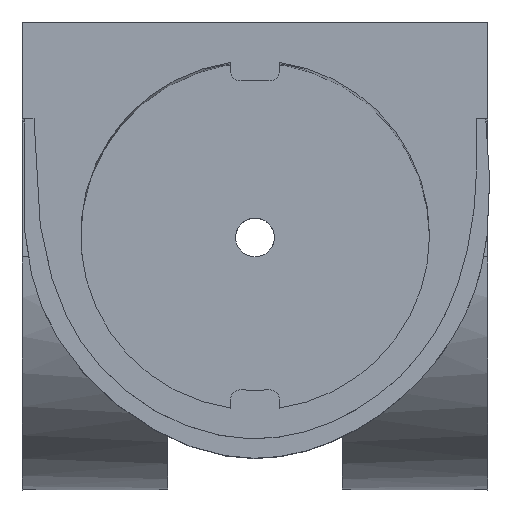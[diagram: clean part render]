
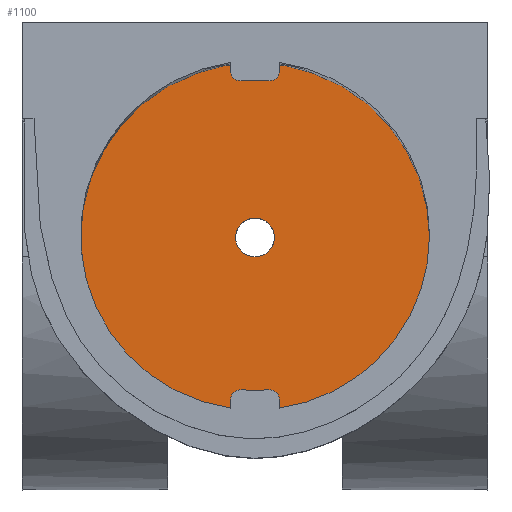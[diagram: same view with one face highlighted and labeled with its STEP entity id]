
A CAD part, top view. The second image highlights one B-rep face of the part: STEP entity #1100.
In plain terms, the highlighted planar face has unit normal (0, 0, 1).
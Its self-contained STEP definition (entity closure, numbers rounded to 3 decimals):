
#28=FACE_BOUND('',#176,.T.);
#59=PLANE('',#1208);
#107=FACE_OUTER_BOUND('',#175,.T.);
#175=EDGE_LOOP('',(#966));
#176=EDGE_LOOP('',(#967));
#409=CIRCLE('',#1132,1.);
#424=CIRCLE('',#1162,9.);
#453=VERTEX_POINT('',#1536);
#492=VERTEX_POINT('',#1673);
#560=EDGE_CURVE('',#453,#453,#409,.T.);
#611=EDGE_CURVE('',#492,#492,#424,.T.);
#966=ORIENTED_EDGE('',*,*,#611,.T.);
#967=ORIENTED_EDGE('',*,*,#560,.T.);
#1100=ADVANCED_FACE('',(#107,#28),#59,.T.);
#1132=AXIS2_PLACEMENT_3D('',#1537,#1235,#1236);
#1162=AXIS2_PLACEMENT_3D('',#1675,#1328,#1329);
#1208=AXIS2_PLACEMENT_3D('',#2038,#1474,#1475);
#1235=DIRECTION('center_axis',(0.,0.,-1.));
#1236=DIRECTION('ref_axis',(-1.,0.,0.));
#1328=DIRECTION('center_axis',(0.,0.,1.));
#1329=DIRECTION('ref_axis',(1.,0.,0.));
#1474=DIRECTION('center_axis',(0.,0.,1.));
#1475=DIRECTION('ref_axis',(1.,0.,0.));
#1536=CARTESIAN_POINT('',(1.,0.,3.));
#1537=CARTESIAN_POINT('Origin',(0.,0.,3.));
#1673=CARTESIAN_POINT('',(9.,0.,3.));
#1675=CARTESIAN_POINT('Origin',(0.,0.,3.));
#2038=CARTESIAN_POINT('Origin',(0.,0.,3.));
